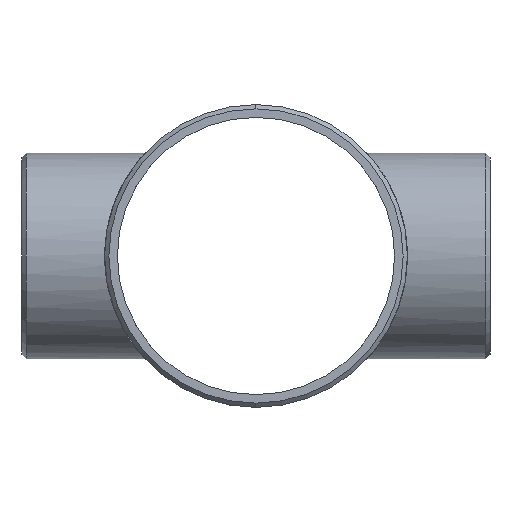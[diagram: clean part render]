
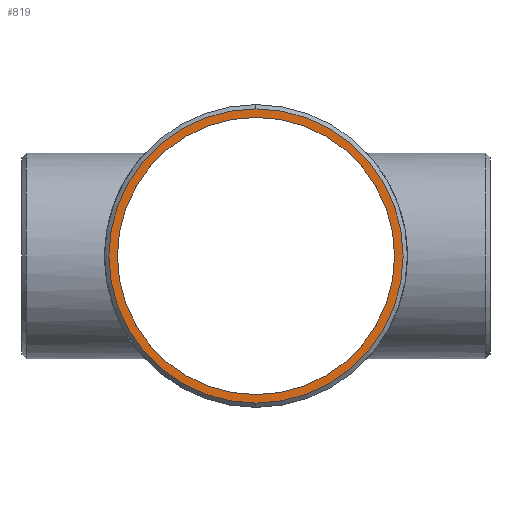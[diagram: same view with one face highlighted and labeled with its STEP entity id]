
A CAD part, left-side view. The second image highlights one B-rep face of the part: STEP entity #819.
In plain terms, the highlighted planar face has unit normal (-1, 0, 0).
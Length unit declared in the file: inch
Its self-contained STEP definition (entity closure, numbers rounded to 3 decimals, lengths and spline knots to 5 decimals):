
#45 = ORIENTED_EDGE ( 'NONE', *, *, #123, .T. ) ;
#65 = FACE_OUTER_BOUND ( 'NONE', #1285, .T. ) ;
#123 = EDGE_CURVE ( 'NONE', #847, #814, #1150, .T. ) ;
#177 = CARTESIAN_POINT ( 'NONE',  ( -5.62, 0., 0. ) ) ;
#186 = AXIS2_PLACEMENT_3D ( 'NONE', #872, #252, #260 ) ;
#200 = DIRECTION ( 'NONE',  ( 0., 0., 1. ) ) ;
#202 = CIRCLE ( 'NONE', #1311, 3.0325 ) ;
#204 = DIRECTION ( 'NONE',  ( 1., 0., 0. ) ) ;
#252 = DIRECTION ( 'NONE',  ( -1., 0., 0. ) ) ;
#260 = DIRECTION ( 'NONE',  ( 0., 0., -1. ) ) ;
#305 = CARTESIAN_POINT ( 'NONE',  ( -5.62, 0., 0. ) ) ;
#334 = ORIENTED_EDGE ( 'NONE', *, *, #963, .T. ) ;
#380 = DIRECTION ( 'NONE',  ( 0., 0., 1. ) ) ;
#461 = CARTESIAN_POINT ( 'NONE',  ( -5.62, 0., 3.21917 ) ) ;
#471 = PLANE ( 'NONE',  #186 ) ;
#483 = VERTEX_POINT ( 'NONE', #547 ) ;
#547 = CARTESIAN_POINT ( 'NONE',  ( -5.62, 0., 3.0325 ) ) ;
#552 = FACE_BOUND ( 'NONE', #678, .T. ) ;
#595 = DIRECTION ( 'NONE',  ( -1., 0., 0. ) ) ;
#602 = EDGE_CURVE ( 'NONE', #871, #483, #1293, .T. ) ;
#675 = DIRECTION ( 'NONE',  ( 0., 0., 1. ) ) ;
#678 = EDGE_LOOP ( 'NONE', ( #855, #1279 ) ) ;
#692 = DIRECTION ( 'NONE',  ( 0., 0., 1. ) ) ;
#700 = CARTESIAN_POINT ( 'NONE',  ( -5.62, 0., 0. ) ) ;
#705 = AXIS2_PLACEMENT_3D ( 'NONE', #700, #204, #200 ) ;
#814 = VERTEX_POINT ( 'NONE', #1170 ) ;
#819 = ADVANCED_FACE ( 'NONE', ( #65, #552 ), #471, .T. ) ;
#847 = VERTEX_POINT ( 'NONE', #461 ) ;
#855 = ORIENTED_EDGE ( 'NONE', *, *, #1242, .T. ) ;
#871 = VERTEX_POINT ( 'NONE', #1059 ) ;
#872 = CARTESIAN_POINT ( 'NONE',  ( -5.62, 0., 0. ) ) ;
#963 = EDGE_CURVE ( 'NONE', #814, #847, #1323, .T. ) ;
#977 = AXIS2_PLACEMENT_3D ( 'NONE', #305, #1223, #675 ) ;
#1059 = CARTESIAN_POINT ( 'NONE',  ( -5.62, 0., -3.0325 ) ) ;
#1078 = CARTESIAN_POINT ( 'NONE',  ( -5.62, 0., 0. ) ) ;
#1150 = CIRCLE ( 'NONE', #977, 3.21917 ) ;
#1170 = CARTESIAN_POINT ( 'NONE',  ( -5.62, 0., -3.21917 ) ) ;
#1183 = AXIS2_PLACEMENT_3D ( 'NONE', #177, #595, #692 ) ;
#1223 = DIRECTION ( 'NONE',  ( -1., 0., 0. ) ) ;
#1242 = EDGE_CURVE ( 'NONE', #483, #871, #202, .T. ) ;
#1279 = ORIENTED_EDGE ( 'NONE', *, *, #602, .T. ) ;
#1285 = EDGE_LOOP ( 'NONE', ( #334, #45 ) ) ;
#1293 = CIRCLE ( 'NONE', #705, 3.0325 ) ;
#1295 = DIRECTION ( 'NONE',  ( 1., 0., 0. ) ) ;
#1311 = AXIS2_PLACEMENT_3D ( 'NONE', #1078, #1295, #380 ) ;
#1323 = CIRCLE ( 'NONE', #1183, 3.21917 ) ;
